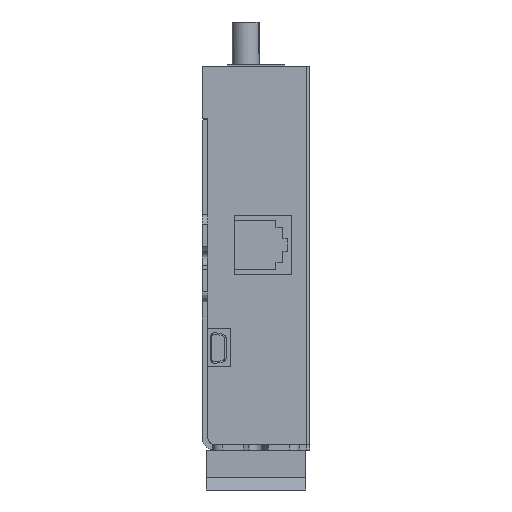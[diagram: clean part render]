
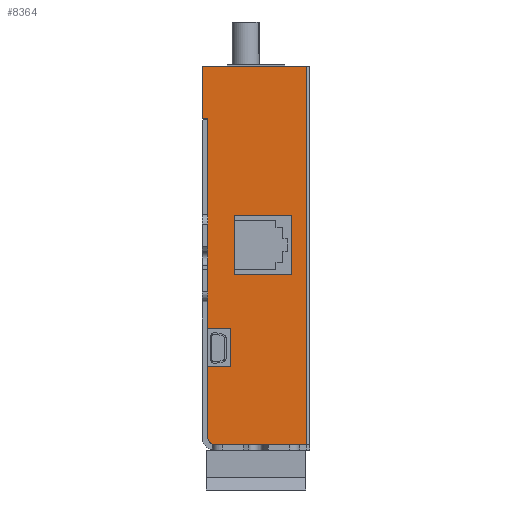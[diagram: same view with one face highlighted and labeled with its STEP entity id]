
A CAD part, front view. The second image highlights one B-rep face of the part: STEP entity #8364.
In plain terms, the highlighted planar face has unit normal (0, -1, 0).
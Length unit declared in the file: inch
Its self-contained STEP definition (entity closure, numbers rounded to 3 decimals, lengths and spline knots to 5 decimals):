
#41 = PLANE ( 'NONE',  #14496 ) ;
#106 = CARTESIAN_POINT ( 'NONE',  ( -0.535, -2.35, -1.91 ) ) ;
#125 = DIRECTION ( 'NONE',  ( 0., -1., 0. ) ) ;
#365 = DIRECTION ( 'NONE',  ( 0., 0., -1. ) ) ;
#475 = LINE ( 'NONE', #2003, #10851 ) ;
#530 = LINE ( 'NONE', #11700, #970 ) ;
#970 = VECTOR ( 'NONE', #11779, 39.37008 ) ;
#1339 = DIRECTION ( 'NONE',  ( 1., 0., 0. ) ) ;
#1582 = CARTESIAN_POINT ( 'NONE',  ( -0.40462, -2.35, -1.77962 ) ) ;
#1934 = DIRECTION ( 'NONE',  ( 0., 0., -1. ) ) ;
#2003 = CARTESIAN_POINT ( 'NONE',  ( -0.48, -2.35, -1.77962 ) ) ;
#2133 = DIRECTION ( 'NONE',  ( 0., 0., 1. ) ) ;
#2252 = DIRECTION ( 'NONE',  ( 0., -1., 0. ) ) ;
#2273 = CARTESIAN_POINT ( 'NONE',  ( -0.48, -2.35, -1.08 ) ) ;
#3309 = LINE ( 'NONE', #7218, #13769 ) ;
#3508 = ORIENTED_EDGE ( 'NONE', *, *, #6145, .F. ) ;
#3511 = ORIENTED_EDGE ( 'NONE', *, *, #6837, .T. ) ;
#3668 = VERTEX_POINT ( 'NONE', #8923 ) ;
#3708 = VERTEX_POINT ( 'NONE', #8904 ) ;
#3723 = ORIENTED_EDGE ( 'NONE', *, *, #6442, .F. ) ;
#3755 = ORIENTED_EDGE ( 'NONE', *, *, #6473, .T. ) ;
#3764 = ORIENTED_EDGE ( 'NONE', *, *, #6414, .T. ) ;
#3770 = VERTEX_POINT ( 'NONE', #9411 ) ;
#3783 = VERTEX_POINT ( 'NONE', #9219 ) ;
#3865 = ORIENTED_EDGE ( 'NONE', *, *, #6806, .F. ) ;
#3875 = VERTEX_POINT ( 'NONE', #9272 ) ;
#3899 = ORIENTED_EDGE ( 'NONE', *, *, #6227, .F. ) ;
#3910 = ORIENTED_EDGE ( 'NONE', *, *, #6487, .T. ) ;
#4000 = VERTEX_POINT ( 'NONE', #9527 ) ;
#4028 = VERTEX_POINT ( 'NONE', #8920 ) ;
#4029 = ORIENTED_EDGE ( 'NONE', *, *, #6275, .T. ) ;
#4098 = ORIENTED_EDGE ( 'NONE', *, *, #6224, .T. ) ;
#4168 = ORIENTED_EDGE ( 'NONE', *, *, #6426, .F. ) ;
#4188 = ORIENTED_EDGE ( 'NONE', *, *, #7914, .F. ) ;
#4189 = ORIENTED_EDGE ( 'NONE', *, *, #7324, .T. ) ;
#4192 = ORIENTED_EDGE ( 'NONE', *, *, #6345, .T. ) ;
#4193 = ORIENTED_EDGE ( 'NONE', *, *, #7377, .F. ) ;
#4236 = ORIENTED_EDGE ( 'NONE', *, *, #6204, .F. ) ;
#4266 = VERTEX_POINT ( 'NONE', #9478 ) ;
#4274 = ORIENTED_EDGE ( 'NONE', *, *, #6248, .F. ) ;
#4284 = ORIENTED_EDGE ( 'NONE', *, *, #6159, .T. ) ;
#4406 = FACE_OUTER_BOUND ( 'NONE', #4759, .T. ) ;
#4482 = FACE_BOUND ( 'NONE', #4794, .T. ) ;
#4549 = VERTEX_POINT ( 'NONE', #9433 ) ;
#4697 = VERTEX_POINT ( 'NONE', #9508 ) ;
#4759 = EDGE_LOOP ( 'NONE', ( #4236, #3899, #3865, #4189, #3511, #3764, #3755, #4029, #3723, #4168, #4284, #3910, #4098, #4192 ) ) ;
#4760 = VERTEX_POINT ( 'NONE', #9449 ) ;
#4794 = EDGE_LOOP ( 'NONE', ( #4188, #4274, #4193, #3508 ) ) ;
#4821 = VERTEX_POINT ( 'NONE', #9373 ) ;
#4904 = VERTEX_POINT ( 'NONE', #9422 ) ;
#4909 = VERTEX_POINT ( 'NONE', #9357 ) ;
#5103 = VERTEX_POINT ( 'NONE', #9324 ) ;
#5200 = VERTEX_POINT ( 'NONE', #9216 ) ;
#5213 = VERTEX_POINT ( 'NONE', #8864 ) ;
#5230 = VERTEX_POINT ( 'NONE', #9506 ) ;
#5583 = LINE ( 'NONE', #2273, #13348 ) ;
#5867 = LINE ( 'NONE', #15537, #14318 ) ;
#5877 = LINE ( 'NONE', #15028, #14311 ) ;
#5901 = LINE ( 'NONE', #15588, #14231 ) ;
#5910 = LINE ( 'NONE', #15319, #14387 ) ;
#5932 = LINE ( 'NONE', #8648, #14386 ) ;
#5958 = LINE ( 'NONE', #8906, #14319 ) ;
#6015 = LINE ( 'NONE', #8860, #14413 ) ;
#6037 = LINE ( 'NONE', #9089, #14441 ) ;
#6046 = LINE ( 'NONE', #9113, #14140 ) ;
#6047 = LINE ( 'NONE', #9042, #14285 ) ;
#6058 = LINE ( 'NONE', #9117, #15617 ) ;
#6076 = LINE ( 'NONE', #8994, #15638 ) ;
#6080 = LINE ( 'NONE', #9154, #15607 ) ;
#6145 = EDGE_CURVE ( 'NONE', #3708, #4760, #6080, .T. ) ;
#6159 = EDGE_CURVE ( 'NONE', #5103, #4549, #6076, .T. ) ;
#6204 = EDGE_CURVE ( 'NONE', #5200, #4697, #6058, .T. ) ;
#6224 = EDGE_CURVE ( 'NONE', #3668, #4266, #6047, .T. ) ;
#6227 = EDGE_CURVE ( 'NONE', #3783, #5200, #6046, .T. ) ;
#6248 = EDGE_CURVE ( 'NONE', #3770, #5213, #6037, .T. ) ;
#6275 = EDGE_CURVE ( 'NONE', #4821, #4909, #6015, .T. ) ;
#6345 = EDGE_CURVE ( 'NONE', #4266, #4697, #5958, .T. ) ;
#6414 = EDGE_CURVE ( 'NONE', #4000, #4904, #5932, .T. ) ;
#6426 = EDGE_CURVE ( 'NONE', #5103, #5230, #5910, .T. ) ;
#6442 = EDGE_CURVE ( 'NONE', #5230, #4909, #5901, .T. ) ;
#6473 = EDGE_CURVE ( 'NONE', #4904, #4821, #5877, .T. ) ;
#6487 = EDGE_CURVE ( 'NONE', #4549, #3668, #5867, .T. ) ;
#6806 = EDGE_CURVE ( 'NONE', #3875, #3783, #5583, .T. ) ;
#6837 = EDGE_CURVE ( 'NONE', #4028, #4000, #13372, .T. ) ;
#7215 = DIRECTION ( 'NONE',  ( 0., 0., -1. ) ) ;
#7218 = CARTESIAN_POINT ( 'NONE',  ( -0.215, -2.35, 0.425 ) ) ;
#7324 = EDGE_CURVE ( 'NONE', #3875, #4028, #475, .T. ) ;
#7377 = EDGE_CURVE ( 'NONE', #4760, #3770, #530, .T. ) ;
#7914 = EDGE_CURVE ( 'NONE', #5213, #3708, #3309, .T. ) ;
#8364 = ADVANCED_FACE ( 'NONE', ( #4406, #4482 ), #41, .T. ) ;
#8648 = CARTESIAN_POINT ( 'NONE',  ( 1.41024, -2.35, -1.855 ) ) ;
#8715 = DIRECTION ( 'NONE',  ( 1., 0., 0. ) ) ;
#8842 = DIRECTION ( 'NONE',  ( 0., 0., 1. ) ) ;
#8860 = CARTESIAN_POINT ( 'NONE',  ( 0.505, -2.35, -1.91 ) ) ;
#8864 = CARTESIAN_POINT ( 'NONE',  ( -0.215, -2.35, 0.425 ) ) ;
#8904 = CARTESIAN_POINT ( 'NONE',  ( -0.215, -2.35, -0.165 ) ) ;
#8906 = CARTESIAN_POINT ( 'NONE',  ( -0.48, -2.35, -1.77962 ) ) ;
#8911 = DIRECTION ( 'NONE',  ( 1., 0., 0. ) ) ;
#8916 = DIRECTION ( 'NONE',  ( 0., 0., -1. ) ) ;
#8920 = CARTESIAN_POINT ( 'NONE',  ( -0.48, -2.35, -1.77962 ) ) ;
#8923 = CARTESIAN_POINT ( 'NONE',  ( -0.48, -2.35, 0.435 ) ) ;
#8945 = DIRECTION ( 'NONE',  ( 0., 0., 1. ) ) ;
#8994 = CARTESIAN_POINT ( 'NONE',  ( -1.46306, -2.35, 1.385 ) ) ;
#9003 = DIRECTION ( 'NONE',  ( -1., 0., 0. ) ) ;
#9034 = DIRECTION ( 'NONE',  ( 0., 0., -1. ) ) ;
#9042 = CARTESIAN_POINT ( 'NONE',  ( -0.48, -2.35, -1.77962 ) ) ;
#9089 = CARTESIAN_POINT ( 'NONE',  ( -0.215, -2.35, 0.425 ) ) ;
#9113 = CARTESIAN_POINT ( 'NONE',  ( -0.25, -2.35, -0.7 ) ) ;
#9117 = CARTESIAN_POINT ( 'NONE',  ( -0.48, -2.35, -0.7 ) ) ;
#9154 = CARTESIAN_POINT ( 'NONE',  ( -0.215, -2.35, -0.165 ) ) ;
#9159 = DIRECTION ( 'NONE',  ( -1., 0., 0. ) ) ;
#9172 = DIRECTION ( 'NONE',  ( 1., 0., 0. ) ) ;
#9216 = CARTESIAN_POINT ( 'NONE',  ( -0.25, -2.35, -0.7 ) ) ;
#9219 = CARTESIAN_POINT ( 'NONE',  ( -0.25, -2.35, -1.08 ) ) ;
#9272 = CARTESIAN_POINT ( 'NONE',  ( -0.48, -2.35, -1.08 ) ) ;
#9324 = CARTESIAN_POINT ( 'NONE',  ( -0.535, -2.35, 1.385 ) ) ;
#9357 = CARTESIAN_POINT ( 'NONE',  ( 0.505, -2.35, 1.91 ) ) ;
#9373 = CARTESIAN_POINT ( 'NONE',  ( 0.505, -2.35, -1.855 ) ) ;
#9411 = CARTESIAN_POINT ( 'NONE',  ( 0.355, -2.35, 0.425 ) ) ;
#9422 = CARTESIAN_POINT ( 'NONE',  ( 0.435, -2.35, -1.855 ) ) ;
#9433 = CARTESIAN_POINT ( 'NONE',  ( -0.48, -2.35, 1.385 ) ) ;
#9449 = CARTESIAN_POINT ( 'NONE',  ( 0.355, -2.35, -0.165 ) ) ;
#9478 = CARTESIAN_POINT ( 'NONE',  ( -0.48, -2.35, -0.435 ) ) ;
#9506 = CARTESIAN_POINT ( 'NONE',  ( -0.535, -2.35, 1.91 ) ) ;
#9508 = CARTESIAN_POINT ( 'NONE',  ( -0.48, -2.35, -0.7 ) ) ;
#9527 = CARTESIAN_POINT ( 'NONE',  ( -0.40462, -2.35, -1.855 ) ) ;
#10851 = VECTOR ( 'NONE', #1934, 39.37008 ) ;
#11700 = CARTESIAN_POINT ( 'NONE',  ( 0.355, -2.35, 0.425 ) ) ;
#11779 = DIRECTION ( 'NONE',  ( 0., 0., 1. ) ) ;
#13295 = AXIS2_PLACEMENT_3D ( 'NONE', #1582, #2252, #2133 ) ;
#13348 = VECTOR ( 'NONE', #1339, 39.37008 ) ;
#13372 = CIRCLE ( 'NONE', #13295, 0.07538 ) ;
#13769 = VECTOR ( 'NONE', #7215, 39.37008 ) ;
#14140 = VECTOR ( 'NONE', #8945, 39.37008 ) ;
#14231 = VECTOR ( 'NONE', #15569, 39.37008 ) ;
#14285 = VECTOR ( 'NONE', #9034, 39.37008 ) ;
#14311 = VECTOR ( 'NONE', #15503, 39.37008 ) ;
#14318 = VECTOR ( 'NONE', #15198, 39.37008 ) ;
#14319 = VECTOR ( 'NONE', #8916, 39.37008 ) ;
#14386 = VECTOR ( 'NONE', #8715, 39.37008 ) ;
#14387 = VECTOR ( 'NONE', #15482, 39.37008 ) ;
#14413 = VECTOR ( 'NONE', #8842, 39.37008 ) ;
#14441 = VECTOR ( 'NONE', #9003, 39.37008 ) ;
#14496 = AXIS2_PLACEMENT_3D ( 'NONE', #106, #125, #365 ) ;
#15028 = CARTESIAN_POINT ( 'NONE',  ( 1.41024, -2.35, -1.855 ) ) ;
#15198 = DIRECTION ( 'NONE',  ( 0., 0., -1. ) ) ;
#15319 = CARTESIAN_POINT ( 'NONE',  ( -0.535, -2.35, -1.91 ) ) ;
#15482 = DIRECTION ( 'NONE',  ( 0., 0., 1. ) ) ;
#15503 = DIRECTION ( 'NONE',  ( 1., 0., 0. ) ) ;
#15537 = CARTESIAN_POINT ( 'NONE',  ( -0.48, -2.35, -1.77962 ) ) ;
#15569 = DIRECTION ( 'NONE',  ( 1., 0., 0. ) ) ;
#15588 = CARTESIAN_POINT ( 'NONE',  ( -0.535, -2.35, 1.91 ) ) ;
#15607 = VECTOR ( 'NONE', #9172, 39.37008 ) ;
#15617 = VECTOR ( 'NONE', #9159, 39.37008 ) ;
#15638 = VECTOR ( 'NONE', #8911, 39.37008 ) ;
